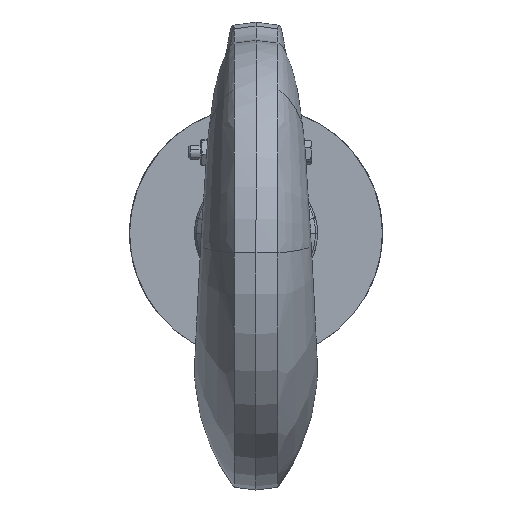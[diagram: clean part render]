
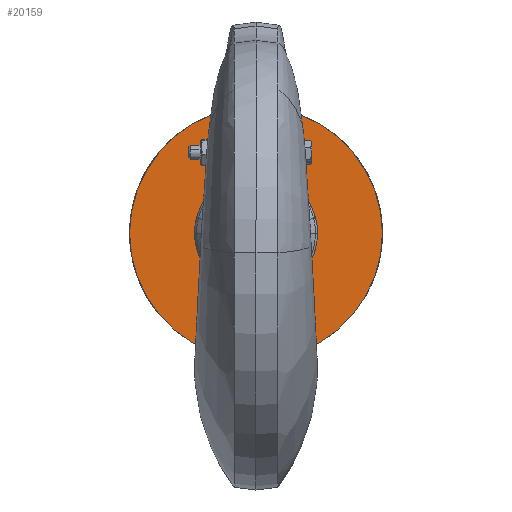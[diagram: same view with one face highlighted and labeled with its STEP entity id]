
A CAD part, front view. The second image highlights one B-rep face of the part: STEP entity #20159.
In plain terms, the highlighted planar face has unit normal (0, -1, 0).
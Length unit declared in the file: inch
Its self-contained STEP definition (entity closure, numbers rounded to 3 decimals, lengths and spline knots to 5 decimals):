
#468=CARTESIAN_POINT('',(0.,0.,0.));
#469=DIRECTION('',(0.,1.,0.));
#470=DIRECTION('',(1.,0.,0.));
#471=AXIS2_PLACEMENT_3D('',#468,#469,#470);
#669=CARTESIAN_POINT('',(0.,0.,0.));
#670=DIRECTION('',(0.,-1.,0.));
#671=DIRECTION('',(1.,0.,0.));
#672=AXIS2_PLACEMENT_3D('',#669,#670,#671);
#5406=CARTESIAN_POINT('',(0.,0.,0.));
#5407=DIRECTION('',(0.,1.,0.));
#5408=DIRECTION('',(1.,0.,0.));
#5409=AXIS2_PLACEMENT_3D('',#5406,#5407,#5408);
#5421=CARTESIAN_POINT('',(0.,0.,0.));
#5422=DIRECTION('',(0.,1.,0.));
#5423=DIRECTION('',(-1.,0.,0.));
#5424=AXIS2_PLACEMENT_3D('',#5421,#5422,#5423);
#10866=CARTESIAN_POINT('',(2.25,0.,0.));
#10867=CARTESIAN_POINT('',(-2.25,0.,0.));
#10868=VERTEX_POINT('',#10866);
#10869=VERTEX_POINT('',#10867);
#10890=CARTESIAN_POINT('',(1.09125,0.,0.));
#10891=CARTESIAN_POINT('',(-1.09125,0.,0.));
#10892=VERTEX_POINT('',#10890);
#10893=VERTEX_POINT('',#10891);
#20144=CARTESIAN_POINT('',(0.,0.,0.));
#20145=DIRECTION('',(0.,-1.,0.));
#20146=DIRECTION('',(-1.,0.,0.));
#20147=AXIS2_PLACEMENT_3D('',#20144,#20145,#20146);
#20148=PLANE('',#20147);
#20149=ORIENTED_EDGE('',*,*,#14809,.F.);
#20150=ORIENTED_EDGE('',*,*,#14770,.T.);
#20151=EDGE_LOOP('',(#20149,#20150));
#20152=FACE_OUTER_BOUND('',#20151,.F.);
#20154=ORIENTED_EDGE('',*,*,#20153,.F.);
#20156=ORIENTED_EDGE('',*,*,#20155,.F.);
#20157=EDGE_LOOP('',(#20154,#20156));
#20158=FACE_BOUND('',#20157,.F.);
#20159=ADVANCED_FACE('',(#20152,#20158),#20148,.T.);
#472=CIRCLE('',#471,2.25);
#673=CIRCLE('',#672,2.25);
#5410=CIRCLE('',#5409,1.09125);
#5425=CIRCLE('',#5424,1.09125);
#14770=EDGE_CURVE('',#10868,#10869,#472,.T.);
#14809=EDGE_CURVE('',#10868,#10869,#673,.T.);
#20153=EDGE_CURVE('',#10892,#10893,#5410,.T.);
#20155=EDGE_CURVE('',#10893,#10892,#5425,.T.);
